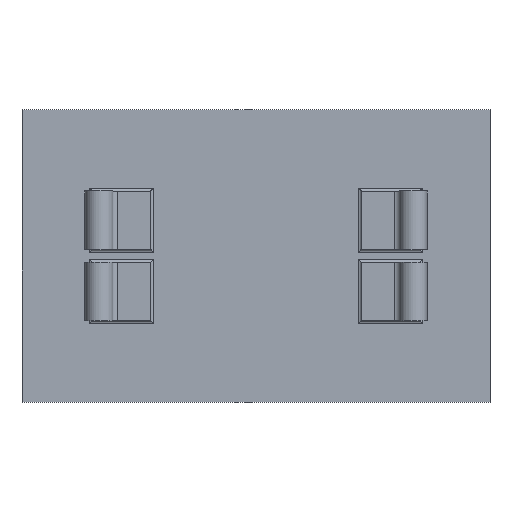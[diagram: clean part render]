
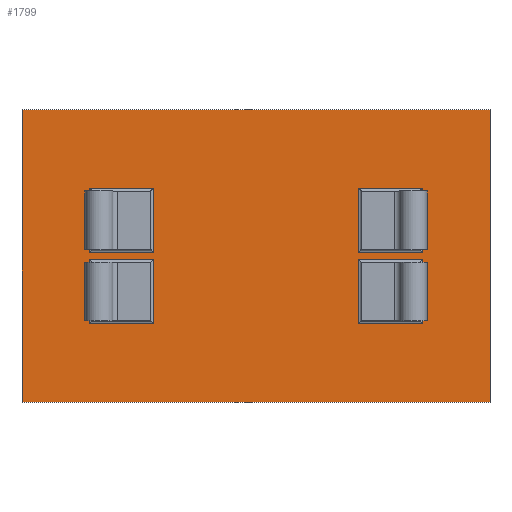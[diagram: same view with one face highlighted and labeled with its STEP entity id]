
A CAD part, top view. The second image highlights one B-rep face of the part: STEP entity #1799.
In plain terms, the highlighted planar face has unit normal (0, 0, 1).
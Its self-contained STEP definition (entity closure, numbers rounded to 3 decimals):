
#229=CARTESIAN_POINT('Vertex',(-40.,25.,5.)) ;
#243=CARTESIAN_POINT('Vertex',(-40.,-25.,5.)) ;
#246=CARTESIAN_POINT('Line Origine',(-40.,0.,5.)) ;
#274=CARTESIAN_POINT('Vertex',(40.,-25.,5.)) ;
#277=CARTESIAN_POINT('Line Origine',(0.,-25.,5.)) ;
#305=CARTESIAN_POINT('Vertex',(40.,25.,5.)) ;
#308=CARTESIAN_POINT('Line Origine',(40.,0.,5.)) ;
#330=CARTESIAN_POINT('Line Origine',(0.,25.,5.)) ;
#1108=CARTESIAN_POINT('Vertex',(-17.5,-11.6,5.)) ;
#1118=CARTESIAN_POINT('Vertex',(-28.5,-11.6,5.)) ;
#1121=CARTESIAN_POINT('Line Origine',(0.,-11.6,5.)) ;
#1309=CARTESIAN_POINT('Vertex',(17.5,11.6,5.)) ;
#1319=CARTESIAN_POINT('Vertex',(28.5,11.6,5.)) ;
#1322=CARTESIAN_POINT('Line Origine',(0.,11.6,5.)) ;
#1365=CARTESIAN_POINT('Vertex',(17.5,-11.6,5.)) ;
#1368=CARTESIAN_POINT('Line Origine',(0.,-11.6,5.)) ;
#1372=CARTESIAN_POINT('Vertex',(28.5,-11.6,5.)) ;
#1421=CARTESIAN_POINT('Vertex',(-17.5,11.6,5.)) ;
#1424=CARTESIAN_POINT('Line Origine',(0.,11.6,5.)) ;
#1428=CARTESIAN_POINT('Vertex',(-28.5,11.6,5.)) ;
#1482=CARTESIAN_POINT('Vertex',(-28.5,0.6,5.)) ;
#1485=CARTESIAN_POINT('Line Origine',(0.,0.6,5.)) ;
#1489=CARTESIAN_POINT('Vertex',(-17.5,0.6,5.)) ;
#1512=CARTESIAN_POINT('Line Origine',(-17.5,0.,5.)) ;
#1529=CARTESIAN_POINT('Line Origine',(-28.5,0.,5.)) ;
#1577=CARTESIAN_POINT('Vertex',(-17.5,-0.6,5.)) ;
#1580=CARTESIAN_POINT('Line Origine',(0.,-0.6,5.)) ;
#1584=CARTESIAN_POINT('Vertex',(-28.5,-0.6,5.)) ;
#1607=CARTESIAN_POINT('Line Origine',(-17.5,0.,5.)) ;
#1624=CARTESIAN_POINT('Line Origine',(-28.5,0.,5.)) ;
#1667=CARTESIAN_POINT('Vertex',(28.5,-0.6,5.)) ;
#1670=CARTESIAN_POINT('Line Origine',(0.,-0.6,5.)) ;
#1674=CARTESIAN_POINT('Vertex',(17.5,-0.6,5.)) ;
#1697=CARTESIAN_POINT('Line Origine',(28.5,0.,5.)) ;
#1714=CARTESIAN_POINT('Line Origine',(17.5,0.,5.)) ;
#1745=CARTESIAN_POINT('Axis2P3D Location',(0.,0.,5.)) ;
#1768=CARTESIAN_POINT('Line Origine',(17.5,6.1,5.)) ;
#1772=CARTESIAN_POINT('Vertex',(17.5,0.6,5.)) ;
#1775=CARTESIAN_POINT('Line Origine',(28.5,6.1,5.)) ;
#1779=CARTESIAN_POINT('Vertex',(28.5,0.6,5.)) ;
#1782=CARTESIAN_POINT('Line Origine',(23.,0.6,5.)) ;
#247=DIRECTION('Vector Direction',(0.,-1.,0.)) ;
#278=DIRECTION('Vector Direction',(-1.,0.,0.)) ;
#309=DIRECTION('Vector Direction',(0.,1.,0.)) ;
#331=DIRECTION('Vector Direction',(1.,0.,0.)) ;
#1122=DIRECTION('Vector Direction',(1.,0.,0.)) ;
#1323=DIRECTION('Vector Direction',(1.,0.,0.)) ;
#1369=DIRECTION('Vector Direction',(-1.,0.,0.)) ;
#1425=DIRECTION('Vector Direction',(1.,0.,0.)) ;
#1486=DIRECTION('Vector Direction',(1.,0.,0.)) ;
#1513=DIRECTION('Vector Direction',(0.,-1.,0.)) ;
#1530=DIRECTION('Vector Direction',(0.,-1.,0.)) ;
#1581=DIRECTION('Vector Direction',(1.,0.,0.)) ;
#1608=DIRECTION('Vector Direction',(0.,-1.,0.)) ;
#1625=DIRECTION('Vector Direction',(0.,-1.,0.)) ;
#1671=DIRECTION('Vector Direction',(1.,0.,0.)) ;
#1698=DIRECTION('Vector Direction',(0.,-1.,0.)) ;
#1715=DIRECTION('Vector Direction',(0.,-1.,0.)) ;
#1746=DIRECTION('Axis2P3D Direction',(0.,0.,1.)) ;
#1747=DIRECTION('Axis2P3D XDirection',(1.,0.,0.)) ;
#1769=DIRECTION('Vector Direction',(0.,-1.,0.)) ;
#1776=DIRECTION('Vector Direction',(0.,1.,0.)) ;
#1783=DIRECTION('Vector Direction',(1.,0.,0.)) ;
#1748=AXIS2_PLACEMENT_3D('Plane Axis2P3D',#1745,#1746,#1747) ;
#1751=ORIENTED_EDGE('',*,*,#250,.T.) ;
#1752=ORIENTED_EDGE('',*,*,#281,.T.) ;
#1753=ORIENTED_EDGE('',*,*,#312,.T.) ;
#1754=ORIENTED_EDGE('',*,*,#334,.T.) ;
#1757=ORIENTED_EDGE('',*,*,#1701,.T.) ;
#1758=ORIENTED_EDGE('',*,*,#1374,.T.) ;
#1759=ORIENTED_EDGE('',*,*,#1718,.T.) ;
#1760=ORIENTED_EDGE('',*,*,#1676,.F.) ;
#1763=ORIENTED_EDGE('',*,*,#1611,.T.) ;
#1764=ORIENTED_EDGE('',*,*,#1125,.T.) ;
#1765=ORIENTED_EDGE('',*,*,#1628,.T.) ;
#1766=ORIENTED_EDGE('',*,*,#1586,.F.) ;
#1788=ORIENTED_EDGE('',*,*,#1774,.T.) ;
#1789=ORIENTED_EDGE('',*,*,#1326,.T.) ;
#1790=ORIENTED_EDGE('',*,*,#1781,.T.) ;
#1791=ORIENTED_EDGE('',*,*,#1786,.F.) ;
#1794=ORIENTED_EDGE('',*,*,#1533,.T.) ;
#1795=ORIENTED_EDGE('',*,*,#1430,.T.) ;
#1796=ORIENTED_EDGE('',*,*,#1516,.T.) ;
#1797=ORIENTED_EDGE('',*,*,#1491,.F.) ;
#1761=FACE_BOUND('',#1756,.T.) ;
#1767=FACE_BOUND('',#1762,.T.) ;
#1792=FACE_BOUND('',#1787,.T.) ;
#1798=FACE_BOUND('',#1793,.T.) ;
#248=VECTOR('Line Direction',#247,1.) ;
#279=VECTOR('Line Direction',#278,1.) ;
#310=VECTOR('Line Direction',#309,1.) ;
#332=VECTOR('Line Direction',#331,1.) ;
#1123=VECTOR('Line Direction',#1122,1.) ;
#1324=VECTOR('Line Direction',#1323,1.) ;
#1370=VECTOR('Line Direction',#1369,1.) ;
#1426=VECTOR('Line Direction',#1425,1.) ;
#1487=VECTOR('Line Direction',#1486,1.) ;
#1514=VECTOR('Line Direction',#1513,1.) ;
#1531=VECTOR('Line Direction',#1530,1.) ;
#1582=VECTOR('Line Direction',#1581,1.) ;
#1609=VECTOR('Line Direction',#1608,1.) ;
#1626=VECTOR('Line Direction',#1625,1.) ;
#1672=VECTOR('Line Direction',#1671,1.) ;
#1699=VECTOR('Line Direction',#1698,1.) ;
#1716=VECTOR('Line Direction',#1715,1.) ;
#1770=VECTOR('Line Direction',#1769,1.) ;
#1777=VECTOR('Line Direction',#1776,1.) ;
#1784=VECTOR('Line Direction',#1783,1.) ;
#1799=ADVANCED_FACE('Corps principal',(#1755,#1761,#1767,#1792,#1798),#1749,.T.) ;
#250=EDGE_CURVE('',#230,#244,#249,.T.) ;
#281=EDGE_CURVE('',#244,#275,#280,.F.) ;
#312=EDGE_CURVE('',#275,#306,#311,.T.) ;
#334=EDGE_CURVE('',#306,#230,#333,.F.) ;
#1125=EDGE_CURVE('',#1109,#1119,#1124,.F.) ;
#1326=EDGE_CURVE('',#1310,#1320,#1325,.T.) ;
#1374=EDGE_CURVE('',#1373,#1366,#1371,.T.) ;
#1430=EDGE_CURVE('',#1429,#1422,#1427,.T.) ;
#1491=EDGE_CURVE('',#1483,#1490,#1488,.T.) ;
#1516=EDGE_CURVE('',#1422,#1490,#1515,.T.) ;
#1533=EDGE_CURVE('',#1483,#1429,#1532,.F.) ;
#1586=EDGE_CURVE('',#1578,#1585,#1583,.F.) ;
#1611=EDGE_CURVE('',#1578,#1109,#1610,.T.) ;
#1628=EDGE_CURVE('',#1119,#1585,#1627,.F.) ;
#1676=EDGE_CURVE('',#1668,#1675,#1673,.F.) ;
#1701=EDGE_CURVE('',#1668,#1373,#1700,.T.) ;
#1718=EDGE_CURVE('',#1366,#1675,#1717,.F.) ;
#1774=EDGE_CURVE('',#1773,#1310,#1771,.F.) ;
#1781=EDGE_CURVE('',#1320,#1780,#1778,.F.) ;
#1786=EDGE_CURVE('',#1773,#1780,#1785,.T.) ;
#1750=EDGE_LOOP('',(#1751,#1752,#1753,#1754)) ;
#1756=EDGE_LOOP('',(#1757,#1758,#1759,#1760)) ;
#1762=EDGE_LOOP('',(#1763,#1764,#1765,#1766)) ;
#1787=EDGE_LOOP('',(#1788,#1789,#1790,#1791)) ;
#1793=EDGE_LOOP('',(#1794,#1795,#1796,#1797)) ;
#1755=FACE_OUTER_BOUND('',#1750,.T.) ;
#249=LINE('Line',#246,#248) ;
#280=LINE('Line',#277,#279) ;
#311=LINE('Line',#308,#310) ;
#333=LINE('Line',#330,#332) ;
#1124=LINE('Line',#1121,#1123) ;
#1325=LINE('Line',#1322,#1324) ;
#1371=LINE('Line',#1368,#1370) ;
#1427=LINE('Line',#1424,#1426) ;
#1488=LINE('Line',#1485,#1487) ;
#1515=LINE('Line',#1512,#1514) ;
#1532=LINE('Line',#1529,#1531) ;
#1583=LINE('Line',#1580,#1582) ;
#1610=LINE('Line',#1607,#1609) ;
#1627=LINE('Line',#1624,#1626) ;
#1673=LINE('Line',#1670,#1672) ;
#1700=LINE('Line',#1697,#1699) ;
#1717=LINE('Line',#1714,#1716) ;
#1771=LINE('Line',#1768,#1770) ;
#1778=LINE('Line',#1775,#1777) ;
#1785=LINE('Line',#1782,#1784) ;
#1749=PLANE('',#1748) ;
#230=VERTEX_POINT('',#229) ;
#244=VERTEX_POINT('',#243) ;
#275=VERTEX_POINT('',#274) ;
#306=VERTEX_POINT('',#305) ;
#1109=VERTEX_POINT('',#1108) ;
#1119=VERTEX_POINT('',#1118) ;
#1310=VERTEX_POINT('',#1309) ;
#1320=VERTEX_POINT('',#1319) ;
#1366=VERTEX_POINT('',#1365) ;
#1373=VERTEX_POINT('',#1372) ;
#1422=VERTEX_POINT('',#1421) ;
#1429=VERTEX_POINT('',#1428) ;
#1483=VERTEX_POINT('',#1482) ;
#1490=VERTEX_POINT('',#1489) ;
#1578=VERTEX_POINT('',#1577) ;
#1585=VERTEX_POINT('',#1584) ;
#1668=VERTEX_POINT('',#1667) ;
#1675=VERTEX_POINT('',#1674) ;
#1773=VERTEX_POINT('',#1772) ;
#1780=VERTEX_POINT('',#1779) ;
